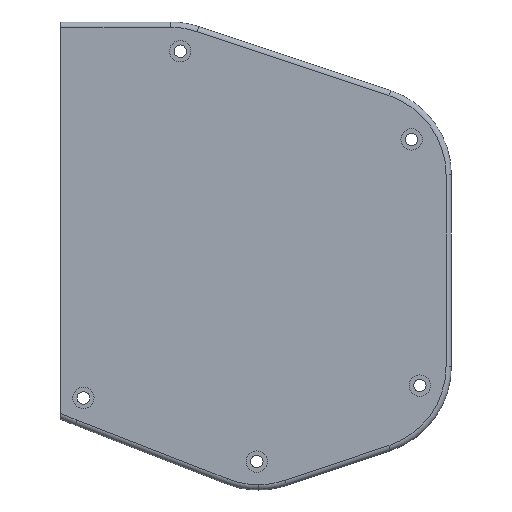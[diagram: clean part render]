
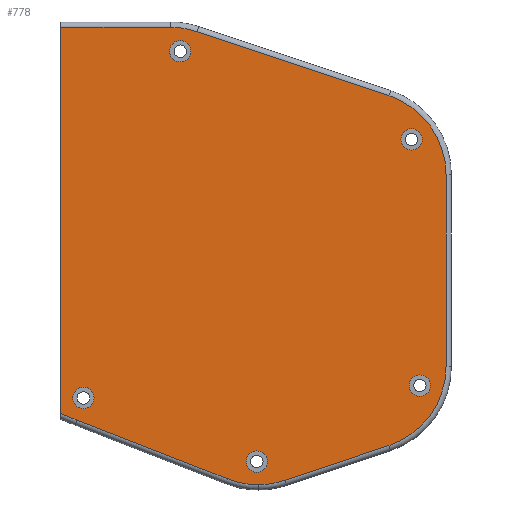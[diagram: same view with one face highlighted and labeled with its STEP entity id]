
A CAD part, front view. The second image highlights one B-rep face of the part: STEP entity #778.
In plain terms, the highlighted planar face has unit normal (0, -1, 0).
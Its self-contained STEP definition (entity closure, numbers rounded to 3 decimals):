
#597=CARTESIAN_POINT('',(23.,-8.,-40.198));
#598=VERTEX_POINT('',#597);
#606=CARTESIAN_POINT('',(23.,-8.,68.5));
#607=VERTEX_POINT('',#606);
#608=CARTESIAN_POINT('',(23.,-8.,-40.198));
#609=DIRECTION('',(-0.,-0.,1.));
#610=VECTOR('',#609,108.698);
#611=LINE('',#608,#610);
#612=EDGE_CURVE('',#598,#607,#611,.T.);
#624=CARTESIAN_POINT('',(0.,-8.,0.));
#625=DIRECTION('',(0.,-1.,0.));
#626=DIRECTION('',(0.,0.,-1.));
#627=AXIS2_PLACEMENT_3D('',#624,#625,#626);
#628=PLANE('',#627);
#629=CARTESIAN_POINT('',(124.129,-8.,-35.353));
#630=VERTEX_POINT('',#629);
#631=CARTESIAN_POINT('',(124.129,-8.,-32.353));
#632=DIRECTION('',(0.,1.,0.));
#633=DIRECTION('',(0.,0.,-1.));
#634=AXIS2_PLACEMENT_3D('',#631,#632,#633);
#635=CIRCLE('',#634,3.);
#636=EDGE_CURVE('',#630,#630,#635,.T.);
#637=ORIENTED_EDGE('',*,*,#636,.T.);
#638=EDGE_LOOP('',(#637));
#639=FACE_BOUND('',#638,.T.);
#640=CARTESIAN_POINT('',(78.235,-8.,-56.757));
#641=VERTEX_POINT('',#640);
#642=CARTESIAN_POINT('',(78.235,-8.,-53.757));
#643=DIRECTION('',(0.,1.,0.));
#644=DIRECTION('',(0.,0.,-1.));
#645=AXIS2_PLACEMENT_3D('',#642,#643,#644);
#646=CIRCLE('',#645,3.);
#647=EDGE_CURVE('',#641,#641,#646,.T.);
#648=ORIENTED_EDGE('',*,*,#647,.T.);
#649=EDGE_LOOP('',(#648));
#650=FACE_BOUND('',#649,.T.);
#651=CARTESIAN_POINT('',(29.396,-8.,-38.854));
#652=VERTEX_POINT('',#651);
#653=CARTESIAN_POINT('',(29.396,-8.,-35.854));
#654=DIRECTION('',(0.,1.,0.));
#655=DIRECTION('',(0.,0.,-1.));
#656=AXIS2_PLACEMENT_3D('',#653,#654,#655);
#657=CIRCLE('',#656,3.);
#658=EDGE_CURVE('',#652,#652,#657,.T.);
#659=ORIENTED_EDGE('',*,*,#658,.T.);
#660=EDGE_LOOP('',(#659));
#661=FACE_BOUND('',#660,.T.);
#662=CARTESIAN_POINT('',(56.666,-8.,58.78));
#663=VERTEX_POINT('',#662);
#664=CARTESIAN_POINT('',(56.666,-8.,61.78));
#665=DIRECTION('',(0.,1.,0.));
#666=DIRECTION('',(0.,0.,-1.));
#667=AXIS2_PLACEMENT_3D('',#664,#665,#666);
#668=CIRCLE('',#667,3.);
#669=EDGE_CURVE('',#663,#663,#668,.T.);
#670=ORIENTED_EDGE('',*,*,#669,.T.);
#671=EDGE_LOOP('',(#670));
#672=FACE_BOUND('',#671,.T.);
#673=CARTESIAN_POINT('',(121.791,-8.,33.921));
#674=VERTEX_POINT('',#673);
#675=CARTESIAN_POINT('',(121.791,-8.,36.921));
#676=DIRECTION('',(0.,1.,0.));
#677=DIRECTION('',(0.,0.,-1.));
#678=AXIS2_PLACEMENT_3D('',#675,#676,#677);
#679=CIRCLE('',#678,3.);
#680=EDGE_CURVE('',#674,#674,#679,.T.);
#681=ORIENTED_EDGE('',*,*,#680,.T.);
#682=EDGE_LOOP('',(#681));
#683=FACE_BOUND('',#682,.T.);
#684=ORIENTED_EDGE('',*,*,#612,.F.);
#685=CARTESIAN_POINT('',(27.623,-8.,-42.133));
#686=VERTEX_POINT('',#685);
#687=CARTESIAN_POINT('',(27.623,-8.,-42.133));
#688=DIRECTION('',(-0.922,-0.,0.386));
#689=VECTOR('',#688,5.011);
#690=LINE('',#687,#689);
#691=EDGE_CURVE('',#686,#598,#690,.T.);
#692=ORIENTED_EDGE('',*,*,#691,.F.);
#693=CARTESIAN_POINT('',(70.135,-8.,-58.665));
#694=VERTEX_POINT('',#693);
#695=CARTESIAN_POINT('',(70.135,-8.,-58.665));
#696=DIRECTION('',(-0.932,0.,0.362));
#697=VECTOR('',#696,45.614);
#698=LINE('',#695,#697);
#699=EDGE_CURVE('',#694,#686,#698,.T.);
#700=ORIENTED_EDGE('',*,*,#699,.F.);
#701=CARTESIAN_POINT('',(78.653,-8.,-60.263));
#702=VERTEX_POINT('',#701);
#703=CARTESIAN_POINT('',(78.653,-8.,-36.763));
#704=DIRECTION('',(0.,1.,0.));
#705=DIRECTION('',(0.,0.,-1.));
#706=AXIS2_PLACEMENT_3D('',#703,#704,#705);
#707=CIRCLE('',#706,23.5);
#708=EDGE_CURVE('',#702,#694,#707,.T.);
#709=ORIENTED_EDGE('',*,*,#708,.F.);
#710=CARTESIAN_POINT('',(86.084,-8.,-59.057));
#711=VERTEX_POINT('',#710);
#712=CARTESIAN_POINT('',(78.653,-8.,-36.763));
#713=DIRECTION('',(0.,1.,0.));
#714=DIRECTION('',(0.,0.,-1.));
#715=AXIS2_PLACEMENT_3D('',#712,#713,#714);
#716=CIRCLE('',#715,23.5);
#717=EDGE_CURVE('',#711,#702,#716,.T.);
#718=ORIENTED_EDGE('',*,*,#717,.F.);
#719=CARTESIAN_POINT('',(115.431,-8.,-49.275));
#720=VERTEX_POINT('',#719);
#721=CARTESIAN_POINT('',(115.431,-8.,-49.275));
#722=DIRECTION('',(-0.949,0.,-0.316));
#723=VECTOR('',#722,30.934);
#724=LINE('',#721,#723);
#725=EDGE_CURVE('',#720,#711,#724,.T.);
#726=ORIENTED_EDGE('',*,*,#725,.F.);
#727=CARTESIAN_POINT('',(131.5,-8.,-26.981));
#728=VERTEX_POINT('',#727);
#729=CARTESIAN_POINT('',(108.,-8.,-26.981));
#730=DIRECTION('',(0.,1.,0.));
#731=DIRECTION('',(0.,0.,-1.));
#732=AXIS2_PLACEMENT_3D('',#729,#730,#731);
#733=CIRCLE('',#732,23.5);
#734=EDGE_CURVE('',#728,#720,#733,.T.);
#735=ORIENTED_EDGE('',*,*,#734,.F.);
#736=CARTESIAN_POINT('',(131.5,-8.,26.981));
#737=VERTEX_POINT('',#736);
#738=CARTESIAN_POINT('',(131.5,-8.,26.981));
#739=DIRECTION('',(0.,0.,-1.));
#740=VECTOR('',#739,53.962);
#741=LINE('',#738,#740);
#742=EDGE_CURVE('',#737,#728,#741,.T.);
#743=ORIENTED_EDGE('',*,*,#742,.F.);
#744=CARTESIAN_POINT('',(115.431,-8.,49.275));
#745=VERTEX_POINT('',#744);
#746=CARTESIAN_POINT('',(108.,-8.,26.981));
#747=DIRECTION('',(0.,1.,0.));
#748=DIRECTION('',(0.,0.,-1.));
#749=AXIS2_PLACEMENT_3D('',#746,#747,#748);
#750=CIRCLE('',#749,23.5);
#751=EDGE_CURVE('',#745,#737,#750,.T.);
#752=ORIENTED_EDGE('',*,*,#751,.F.);
#753=CARTESIAN_POINT('',(61.374,-8.,67.294));
#754=VERTEX_POINT('',#753);
#755=CARTESIAN_POINT('',(61.374,-8.,67.294));
#756=DIRECTION('',(0.949,0.,-0.316));
#757=VECTOR('',#756,56.981);
#758=LINE('',#755,#757);
#759=EDGE_CURVE('',#754,#745,#758,.T.);
#760=ORIENTED_EDGE('',*,*,#759,.F.);
#761=CARTESIAN_POINT('',(53.943,-8.,68.5));
#762=VERTEX_POINT('',#761);
#763=CARTESIAN_POINT('',(53.943,-8.,45.));
#764=DIRECTION('',(0.,1.,0.));
#765=DIRECTION('',(0.,0.,-1.));
#766=AXIS2_PLACEMENT_3D('',#763,#764,#765);
#767=CIRCLE('',#766,23.5);
#768=EDGE_CURVE('',#762,#754,#767,.T.);
#769=ORIENTED_EDGE('',*,*,#768,.F.);
#770=CARTESIAN_POINT('',(23.,-8.,68.5));
#771=DIRECTION('',(1.,0.,-0.));
#772=VECTOR('',#771,30.943);
#773=LINE('',#770,#772);
#774=EDGE_CURVE('',#607,#762,#773,.T.);
#775=ORIENTED_EDGE('',*,*,#774,.F.);
#776=EDGE_LOOP('',(#684,#692,#700,#709,#718,#726,#735,#743,#752,#760,#769,#775));
#777=FACE_BOUND('',#776,.T.);
#778=ADVANCED_FACE('',(#639,#650,#661,#672,#683,#777),#628,.T.);
